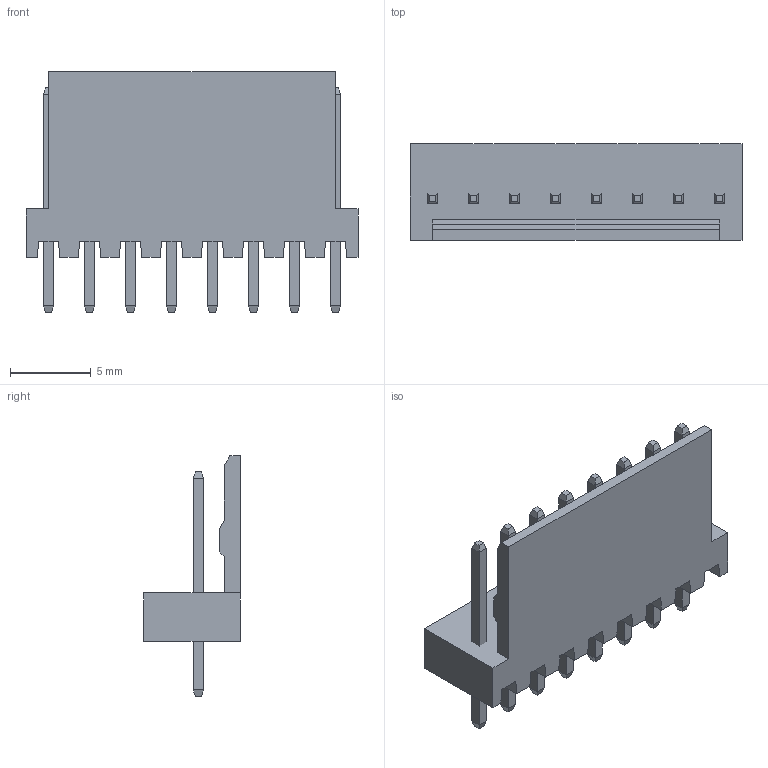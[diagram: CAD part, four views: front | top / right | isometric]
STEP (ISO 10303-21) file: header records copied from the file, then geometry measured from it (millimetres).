
FILE_DESCRIPTION(('STEP AP214'), '1');
FILE_NAME('DS1070-2MVV6', '2018-03-11T22:23:10', ('Nobody'), (''), 'ASCON STEP Converter 1.3', 'ASCON Math Kernel', '');
FILE_SCHEMA(('AUTOMOTIVE_DESIGN { 1 0 10303 214 3 1 1}'));
Length unit declared in the file: millimetre
Assembly tree (9 placements, depth 2):
  (unnamed)
    (unnamed)
    (unnamed)  x8
Bounding box: 20.57 x 6 x 14.9 mm (x, y, z)
Volume: 511 mm3; surface area: 1077 mm2
Topology: 9 solids, 9 shells, 159 faces, 359 edges, 218 vertices
Faces by surface type: plane 159
Entity records: 2668 total; most frequent: CARTESIAN_POINT 340, ORIENTED_EDGE 326, DIRECTION 305, EDGE_CURVE 163, LINE 163, VECTOR 163, VERTEX_POINT 106, AXIS2_PLACEMENT_3D 71
